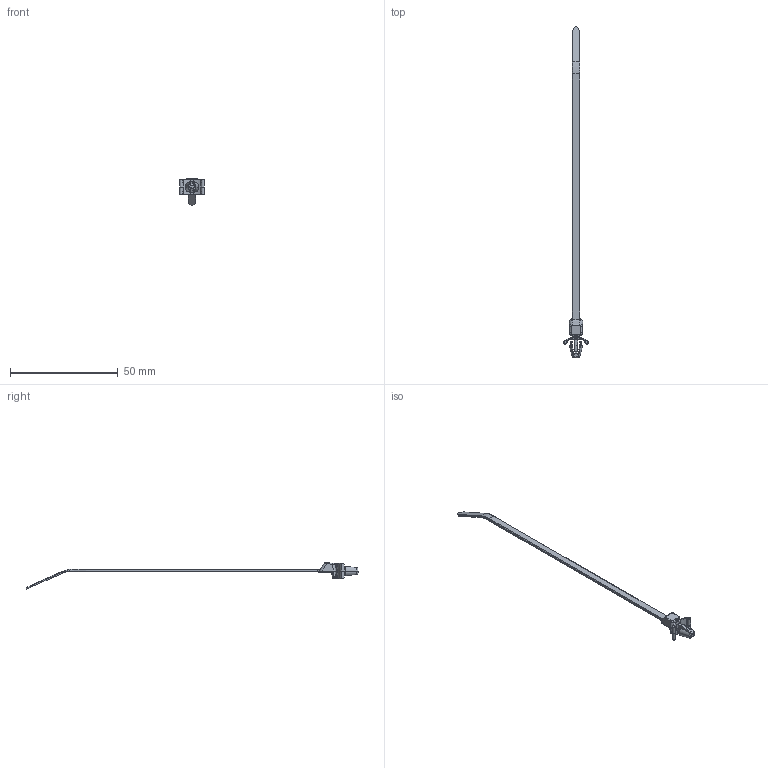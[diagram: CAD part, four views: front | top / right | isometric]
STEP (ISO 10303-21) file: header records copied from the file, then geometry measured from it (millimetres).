
FILE_DESCRIPTION(/* description */ (''),/* implementation_level */ '2;1');
FILE_NAME(/* name */ 'PLWP',/* time_stamp */ '2009-12-07T09:11:38-06:00',/* author */ (''),/* organization */ (''),/* preprocessor_version */ 'ST-DEVELOPER v9',/* originating_system */ 'UGS - NX 3.0',/* authorisation */ '');
FILE_SCHEMA (('CONFIG_CONTROL_DESIGN'));
Length unit declared in the file: inch
Products named in the file (1): jaboDA48afdc
Bounding box: 11.43 x 154.08 x 12.46 mm (x, y, z)
Volume: 850.9 mm3; surface area: 1781.5 mm2
Topology: 1 solids, 1 shells, 398 faces, 919 edges, 502 vertices
Faces by surface type: cylinder 117, bspline 117, plane 96, cone 22, torus 22, sphere 20, extrusion 4
Entity records: 13389 total; most frequent: CARTESIAN_POINT 5145, ORIENTED_EDGE 1796, DIRECTION 1620, EDGE_CURVE 898, AXIS2_PLACEMENT_3D 639, VERTEX_POINT 502, ADVANCED_FACE 398, FACE_OUTER_BOUND 398
